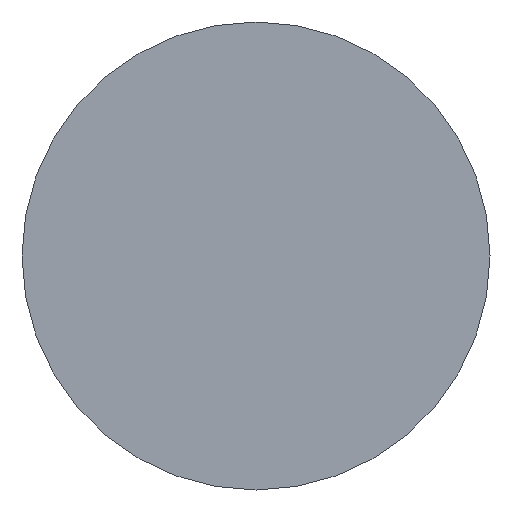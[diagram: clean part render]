
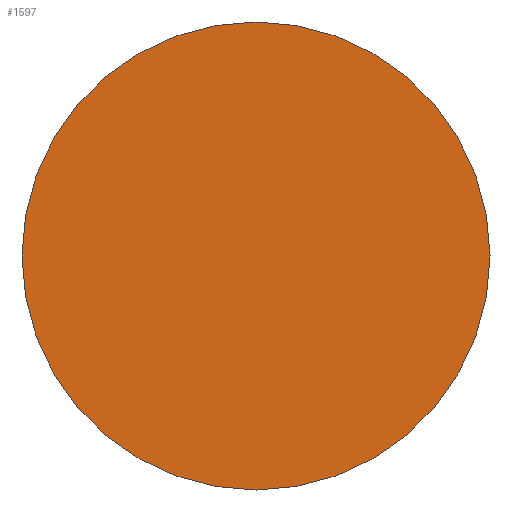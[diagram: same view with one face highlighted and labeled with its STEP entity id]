
A CAD part, front view. The second image highlights one B-rep face of the part: STEP entity #1597.
In plain terms, the highlighted planar face has unit normal (0, -1, 0).
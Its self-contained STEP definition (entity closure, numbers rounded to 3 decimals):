
#73 = DIRECTION ( 'NONE',  ( -1., 0., 0. ) ) ;
#95 = DIRECTION ( 'NONE',  ( 0., 1., 0. ) ) ;
#102 = CARTESIAN_POINT ( 'NONE',  ( 0., -41., 0. ) ) ;
#152 = PLANE ( 'NONE',  #802 ) ;
#288 = CARTESIAN_POINT ( 'NONE',  ( -45., -41., 0. ) ) ;
#295 = CARTESIAN_POINT ( 'NONE',  ( 45., -41., 0. ) ) ;
#330 = CIRCLE ( 'NONE', #376, 45. ) ;
#341 = AXIS2_PLACEMENT_3D ( 'NONE', #102, #95, #73 ) ;
#376 = AXIS2_PLACEMENT_3D ( 'NONE', #471, #468, #528 ) ;
#378 = CIRCLE ( 'NONE', #341, 45. ) ;
#468 = DIRECTION ( 'NONE',  ( 0., 1., 0. ) ) ;
#471 = CARTESIAN_POINT ( 'NONE',  ( 0., -41., 0. ) ) ;
#528 = DIRECTION ( 'NONE',  ( -1., 0., 0. ) ) ;
#598 = DIRECTION ( 'NONE',  ( 1., 0., 0. ) ) ;
#599 = DIRECTION ( 'NONE',  ( 0., -1., 0. ) ) ;
#600 = CARTESIAN_POINT ( 'NONE',  ( -45., -41., 0. ) ) ;
#802 = AXIS2_PLACEMENT_3D ( 'NONE', #600, #599, #598 ) ;
#1120 = ORIENTED_EDGE ( 'NONE', *, *, #1188, .F. ) ;
#1121 = ORIENTED_EDGE ( 'NONE', *, *, #1214, .F. ) ;
#1188 = EDGE_CURVE ( 'NONE', #1307, #1316, #330, .T. ) ;
#1214 = EDGE_CURVE ( 'NONE', #1316, #1307, #378, .T. ) ;
#1307 = VERTEX_POINT ( 'NONE', #288 ) ;
#1316 = VERTEX_POINT ( 'NONE', #295 ) ;
#1416 = FACE_OUTER_BOUND ( 'NONE', #1708, .T. ) ;
#1597 = ADVANCED_FACE ( 'NONE', ( #1416 ), #152, .T. ) ;
#1708 = EDGE_LOOP ( 'NONE', ( #1120, #1121 ) ) ;
